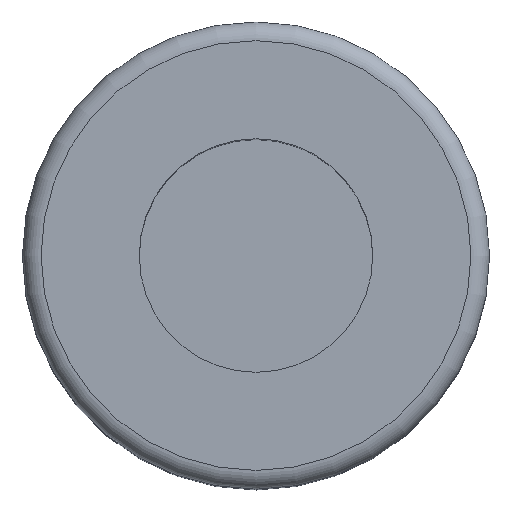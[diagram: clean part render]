
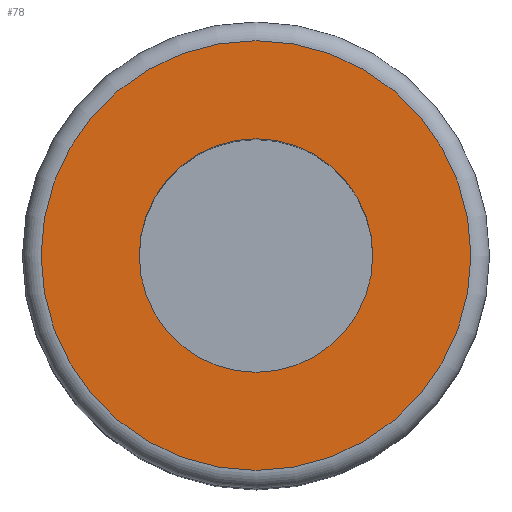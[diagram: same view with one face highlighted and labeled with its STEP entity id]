
A CAD part, top view. The second image highlights one B-rep face of the part: STEP entity #78.
In plain terms, the highlighted planar face has unit normal (0, 0, 1).
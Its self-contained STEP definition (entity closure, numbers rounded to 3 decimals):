
#58=FACE_BOUND('',#96,.T.);
#59=FACE_BOUND('',#97,.T.);
#78=ADVANCED_FACE('',(#58,#59),#89,.F.);
#89=PLANE('',#202);
#96=EDGE_LOOP('',(#117));
#97=EDGE_LOOP('',(#118));
#117=ORIENTED_EDGE('',*,*,#169,.F.);
#118=ORIENTED_EDGE('',*,*,#170,.T.);
#151=VERTEX_POINT('',#279);
#152=VERTEX_POINT('',#281);
#169=EDGE_CURVE('',#151,#151,#186,.T.);
#170=EDGE_CURVE('',#152,#152,#187,.T.);
#186=CIRCLE('',#200,23.);
#187=CIRCLE('',#201,12.5);
#200=AXIS2_PLACEMENT_3D('',#278,#227,#228);
#201=AXIS2_PLACEMENT_3D('',#280,#229,#230);
#202=AXIS2_PLACEMENT_3D('',#282,#231,#232);
#227=DIRECTION('',(0.,0.,-1.));
#228=DIRECTION('',(-1.,0.,0.));
#229=DIRECTION('',(0.,0.,-1.));
#230=DIRECTION('',(-1.,0.,0.));
#231=DIRECTION('',(0.,0.,-1.));
#232=DIRECTION('',(1.,0.,0.));
#278=CARTESIAN_POINT('',(0.,0.,55.));
#279=CARTESIAN_POINT('',(-23.,0.,55.));
#280=CARTESIAN_POINT('',(0.,0.,55.));
#281=CARTESIAN_POINT('',(-12.5,0.,55.));
#282=CARTESIAN_POINT('',(0.,0.,55.));
